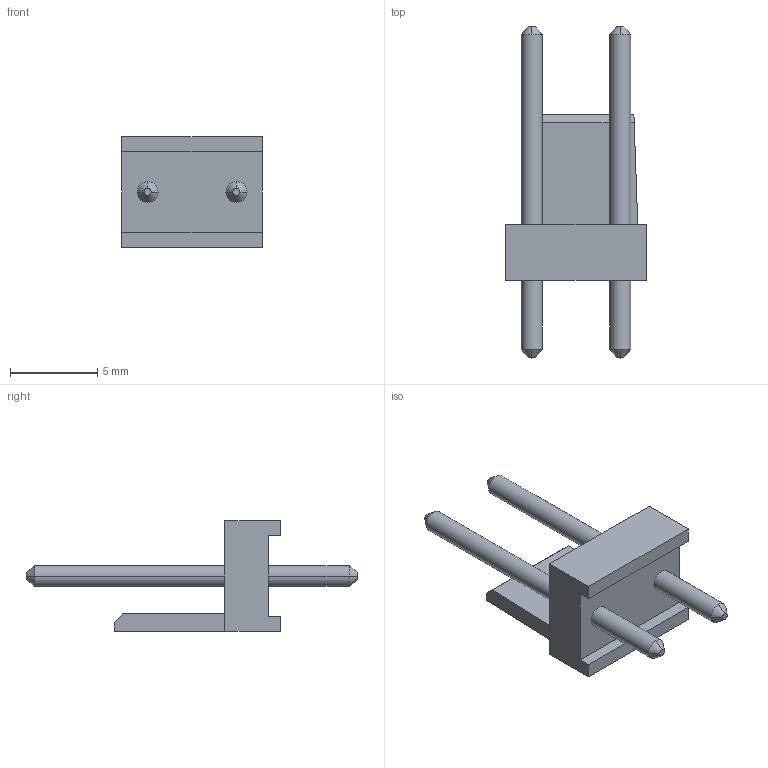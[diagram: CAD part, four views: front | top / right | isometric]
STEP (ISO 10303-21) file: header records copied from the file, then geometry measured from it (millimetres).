
FILE_DESCRIPTION(('STEP AP242'),'1');
FILE_NAME('0010085021.stp','2024-11-19T08:14:57',('TraceParts'),('TraceParts S.A.'),'Spatial InterOp 3D',' ',' ');
FILE_SCHEMA(('AP242_MANAGED_MODEL_BASED_3D_ENGINEERING_MIM_LF {1 0 10303 442 1 1 4}'));
Length unit declared in the file: millimetre
Products named in the file (1): 0010085021_1
Bounding box: 8.08 x 19.03 x 6.35 mm (x, y, z)
Volume: 210.5 mm3; surface area: 413.6 mm2
Topology: 1 solids, 1 shells, 47 faces, 121 edges, 86 vertices
Faces by surface type: plane 23, cone 16, cylinder 8
Entity records: 1453 total; most frequent: DIRECTION 263, CARTESIAN_POINT 244, ORIENTED_EDGE 230, EDGE_CURVE 115, AXIS2_PLACEMENT_3D 93, LINE 77, VECTOR 77, VERTEX_POINT 74
